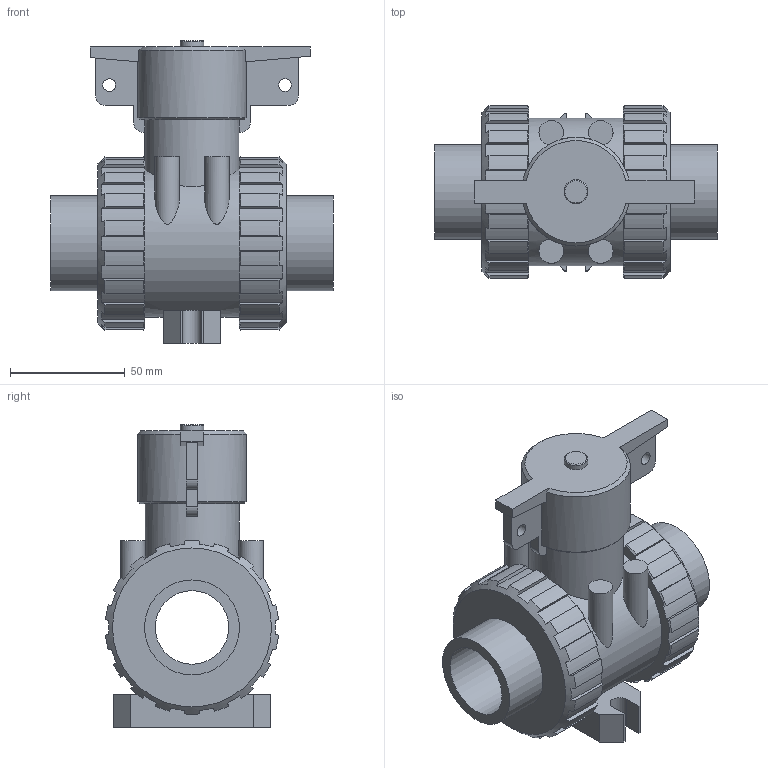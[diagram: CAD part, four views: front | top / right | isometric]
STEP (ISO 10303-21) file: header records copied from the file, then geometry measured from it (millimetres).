
FILE_DESCRIPTION( ( 'STEP AP214' ), '1' );
FILE_NAME( '22363133207(architecture400).stp', '2021-11-17T12:01:06', ( 'License CC BY-ND 4.0' ), ( 'CADENAS' ), ' ', 'PARTsolutions', ' ' );
FILE_SCHEMA( ( 'AUTOMOTIVE_DESIGN { 1 0 10303 214 1 1 1 1 }' ) );
Length unit declared in the file: millimetre
Products named in the file (1): _22363133207(architecture400)
Bounding box: 123 x 75.21 x 131.77 mm (x, y, z)
Volume: 384298.5 mm3; surface area: 64326.1 mm2
Topology: 1 solids, 1 shells, 258 faces, 746 edges, 498 vertices
Faces by surface type: plane 123, cylinder 92, cone 43
Full cylindrical faces by diameter (mm): 5.507 x2, 10.4 x1, 10.667 x4, 32 x1, 41.3 x3
Entity records: 10938 total; most frequent: CARTESIAN_POINT 1947, DIRECTION 1460, ORIENTED_EDGE 1450, EDGE_CURVE 725, AXIS2_PLACEMENT_3D 492, VERTEX_POINT 491, LINE 476, VECTOR 476
